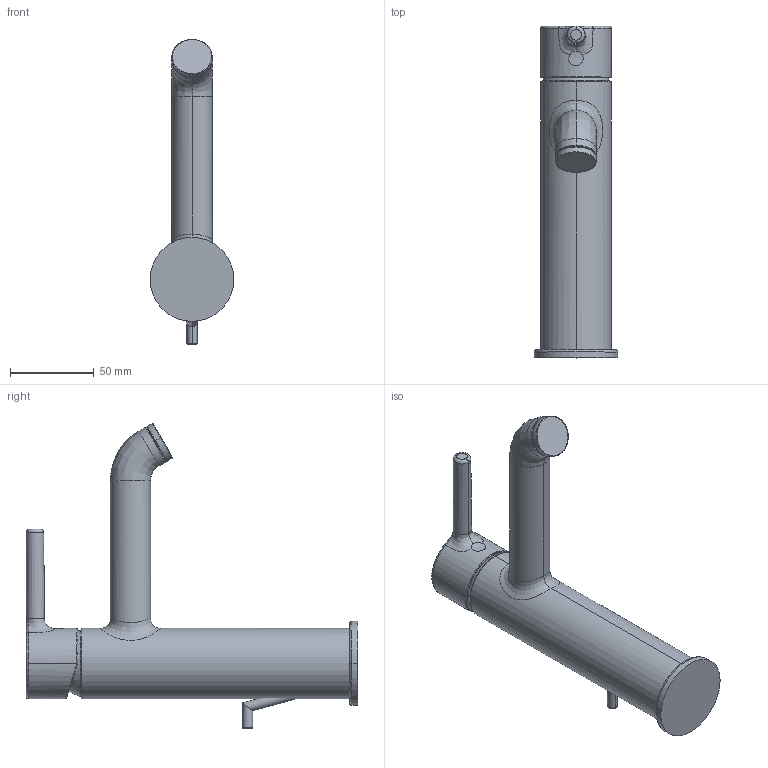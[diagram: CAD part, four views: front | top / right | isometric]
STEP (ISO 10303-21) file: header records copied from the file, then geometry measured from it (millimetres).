
FILE_DESCRIPTION (( 'STEP AP203' ), '1' );
FILE_NAME ('54381107(2022).STEP', '2022-02-08T09:26:03', ( '' ), ( '' ), 'SwSTEP 2.0', 'SolidWorks 2016', '' );
FILE_SCHEMA (( 'CONFIG_CONTROL_DESIGN' ));
Length unit declared in the file: millimetre
Products named in the file (1): 54381107(2022)
Bounding box: 50 x 197.71 x 181.97 mm (x, y, z)
Volume: 344694 mm3; surface area: 51131.7 mm2
Topology: 6 solids, 6 shells, 79 faces, 164 edges, 100 vertices
Faces by surface type: bspline 34, cylinder 22, plane 17, torus 3, cone 2, sphere 1
Entity records: 8174 total; most frequent: CARTESIAN_POINT 6684, ORIENTED_EDGE 324, DIRECTION 232, EDGE_CURVE 162, AXIS2_PLACEMENT_3D 102, VERTEX_POINT 99, EDGE_LOOP 83, ADVANCED_FACE 79
